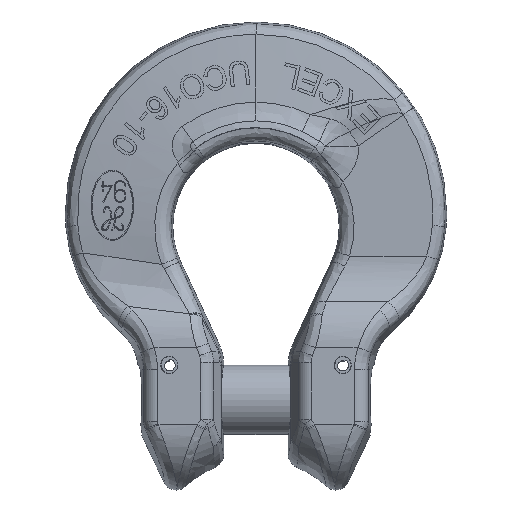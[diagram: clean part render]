
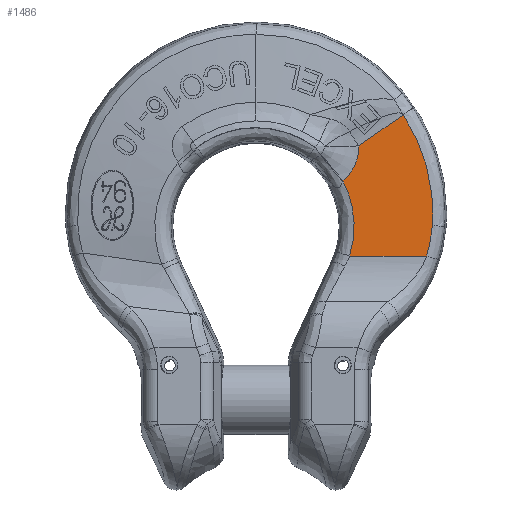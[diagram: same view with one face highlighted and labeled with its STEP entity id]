
A CAD part, top view. The second image highlights one B-rep face of the part: STEP entity #1486.
In plain terms, the highlighted planar face has unit normal (0, 0, 1).
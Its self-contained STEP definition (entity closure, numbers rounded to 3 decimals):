
#1486=ADVANCED_FACE('NONE',(#3474),#3475,.F.);
#3474=FACE_OUTER_BOUND('',#11285,.T.);
#3475=PLANE('',#11286);
#11285=EDGE_LOOP('',(#22855,#22856,#22857,#22858,#22859,#22860));
#11286=AXIS2_PLACEMENT_3D('',#22861,#22862,#22863);
#22855=ORIENTED_EDGE('',*,*,#27641,.F.);
#22856=ORIENTED_EDGE('',*,*,#27819,.F.);
#22857=ORIENTED_EDGE('',*,*,#27820,.F.);
#22858=ORIENTED_EDGE('',*,*,#27557,.F.);
#22859=ORIENTED_EDGE('',*,*,#27814,.T.);
#22860=ORIENTED_EDGE('',*,*,#27821,.F.);
#22861=CARTESIAN_POINT('',(20.661,0.451,8.25));
#22862=DIRECTION('',(0.,0.0,-1.0));
#22863=DIRECTION('',(0.0,1.0,0.0));
#27557=EDGE_CURVE('NONE',#30947,#30953,#30954,.T.);
#27641=EDGE_CURVE('NONE',#31069,#31071,#31072,.T.);
#27814=EDGE_CURVE('NONE',#30947,#31339,#31342,.T.);
#27819=EDGE_CURVE('NONE',#31347,#31069,#31348,.T.);
#27820=EDGE_CURVE('NONE',#30953,#31347,#31349,.T.);
#27821=EDGE_CURVE('NONE',#31071,#31339,#31350,.T.);
#30947=VERTEX_POINT('NONE',#40228);
#30953=VERTEX_POINT('NONE',#40237);
#30954=(B_SPLINE_CURVE(3,(#40239,#40240,#40241,#40242),.UNSPECIFIED.,.F.,.F.)B_SPLINE_CURVE_WITH_KNOTS((4,4),(0.0,1.0),.UNSPECIFIED.)RATIONAL_B_SPLINE_CURVE((1.0,0.949,0.949,1.0))BOUNDED_CURVE()REPRESENTATION_ITEM('')GEOMETRIC_REPRESENTATION_ITEM()CURVE());
#31069=VERTEX_POINT('NONE',#40858);
#31071=VERTEX_POINT('NONE',#40860);
#31072=(B_SPLINE_CURVE(3,(#40862,#40863,#40864,#40865),.UNSPECIFIED.,.F.,.F.)B_SPLINE_CURVE_WITH_KNOTS((4,4),(0.0,1.0),.UNSPECIFIED.)RATIONAL_B_SPLINE_CURVE((1.0,0.964,0.964,1.0))BOUNDED_CURVE()REPRESENTATION_ITEM('')GEOMETRIC_REPRESENTATION_ITEM()CURVE());
#31339=VERTEX_POINT('NONE',#42575);
#31342=LINE('',#42674,#42675);
#31347=VERTEX_POINT('NONE',#42681);
#31348=LINE('',#42682,#42683);
#31349=(B_SPLINE_CURVE(3,(#42685,#42686,#42687,#42688),.UNSPECIFIED.,.F.,.F.)B_SPLINE_CURVE_WITH_KNOTS((4,4),(0.0,1.0),.UNSPECIFIED.)RATIONAL_B_SPLINE_CURVE((1.0,0.932,0.932,1.0))BOUNDED_CURVE()REPRESENTATION_ITEM('')GEOMETRIC_REPRESENTATION_ITEM()CURVE());
#31350=(B_SPLINE_CURVE(3,(#42696,#42697,#42698,#42699),.UNSPECIFIED.,.F.,.F.)B_SPLINE_CURVE_WITH_KNOTS((4,4),(0.0,1.0),.UNSPECIFIED.)RATIONAL_B_SPLINE_CURVE((1.0,0.996,0.996,1.0))BOUNDED_CURVE()REPRESENTATION_ITEM('')GEOMETRIC_REPRESENTATION_ITEM()CURVE());
#40228=CARTESIAN_POINT('',(26.996,-8.515,8.25));
#40237=CARTESIAN_POINT('',(25.064,13.156,8.25));
#40239=CARTESIAN_POINT('',(26.996,-8.515,8.25));
#40240=CARTESIAN_POINT('',(29.295,-1.226,8.25));
#40241=CARTESIAN_POINT('',(28.617,6.388,8.25));
#40242=CARTESIAN_POINT('',(25.064,13.156,8.25));
#40858=CARTESIAN_POINT('',(42.46,32.218,8.25));
#40860=CARTESIAN_POINT('',(50.846,0.292,8.25));
#40862=CARTESIAN_POINT('',(42.46,32.218,8.25));
#40863=CARTESIAN_POINT('',(48.777,22.713,8.25));
#40864=CARTESIAN_POINT('',(51.676,11.675,8.25));
#40865=CARTESIAN_POINT('',(50.846,0.292,8.25));
#42575=CARTESIAN_POINT('',(49.188,-8.515,8.25));
#42674=CARTESIAN_POINT('',(-78.0,-8.515,8.25));
#42675=VECTOR('',#52928,1000.0);
#42681=CARTESIAN_POINT('',(29.632,23.235,8.25));
#42682=CARTESIAN_POINT('',(29.632,23.235,8.25));
#42683=VECTOR('',#52933,1000.0);
#42685=CARTESIAN_POINT('',(25.064,13.156,8.25));
#42686=CARTESIAN_POINT('',(28.114,15.676,8.25));
#42687=CARTESIAN_POINT('',(29.747,19.28,8.25));
#42688=CARTESIAN_POINT('',(29.632,23.235,8.25));
#42696=CARTESIAN_POINT('',(50.846,0.292,8.25));
#42697=CARTESIAN_POINT('',(50.628,-2.7,8.25));
#42698=CARTESIAN_POINT('',(50.073,-5.649,8.25));
#42699=CARTESIAN_POINT('',(49.188,-8.515,8.25));
#52928=DIRECTION('',(1.0,0.0,0.));
#52933=DIRECTION('',(0.819,0.574,0.));
